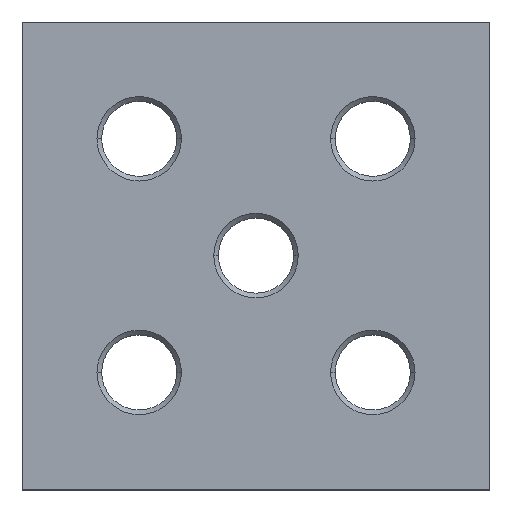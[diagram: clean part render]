
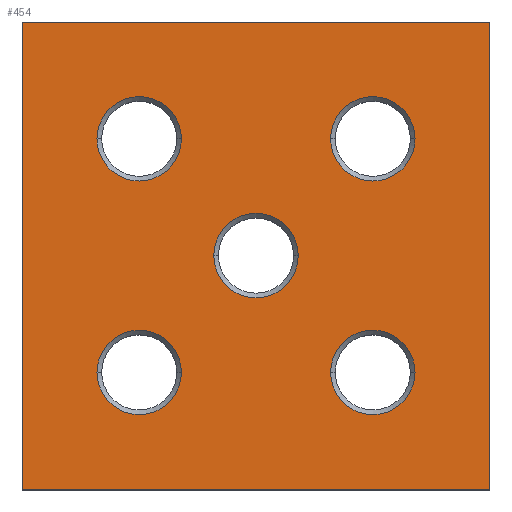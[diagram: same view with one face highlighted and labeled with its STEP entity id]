
A CAD part, top view. The second image highlights one B-rep face of the part: STEP entity #454.
In plain terms, the highlighted planar face has unit normal (0, 0, 1).
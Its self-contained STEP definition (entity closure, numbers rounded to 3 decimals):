
#454=ADVANCED_FACE('',(#963,#964,#965,#966,#967,#968),#969,.T.);
#963=FACE_OUTER_BOUND('',#1505,.T.);
#964=FACE_BOUND('',#1506,.T.);
#965=FACE_BOUND('',#1507,.T.);
#966=FACE_BOUND('',#1508,.T.);
#967=FACE_BOUND('',#1509,.T.);
#968=FACE_BOUND('',#1510,.T.);
#969=PLANE('',#1511);
#1505=EDGE_LOOP('',(#2746,#2747,#2748,#2749));
#1506=EDGE_LOOP('',(#2750,#2751));
#1507=EDGE_LOOP('',(#2752,#2753));
#1508=EDGE_LOOP('',(#2754,#2755));
#1509=EDGE_LOOP('',(#2756,#2757));
#1510=EDGE_LOOP('',(#2758,#2759));
#1511=AXIS2_PLACEMENT_3D('',#2760,#2761,#2762);
#2746=ORIENTED_EDGE('',*,*,#3087,.F.);
#2747=ORIENTED_EDGE('',*,*,#3247,.F.);
#2748=ORIENTED_EDGE('',*,*,#3418,.F.);
#2749=ORIENTED_EDGE('',*,*,#3351,.F.);
#2750=ORIENTED_EDGE('',*,*,#3359,.F.);
#2751=ORIENTED_EDGE('',*,*,#3465,.F.);
#2752=ORIENTED_EDGE('',*,*,#3496,.F.);
#2753=ORIENTED_EDGE('',*,*,#3383,.F.);
#2754=ORIENTED_EDGE('',*,*,#3362,.F.);
#2755=ORIENTED_EDGE('',*,*,#3008,.F.);
#2756=ORIENTED_EDGE('',*,*,#3427,.F.);
#2757=ORIENTED_EDGE('',*,*,#3492,.F.);
#2758=ORIENTED_EDGE('',*,*,#3497,.F.);
#2759=ORIENTED_EDGE('',*,*,#3473,.F.);
#2760=CARTESIAN_POINT('',(0.0,0.0,0.0));
#2761=DIRECTION('',(0.0,0.0,1.0));
#2762=DIRECTION('',(1.0,0.0,0.0));
#3008=EDGE_CURVE('',#3552,#3554,#3555,.T.);
#3087=EDGE_CURVE('',#3689,#3690,#3691,.T.);
#3247=EDGE_CURVE('',#3931,#3689,#3932,.T.);
#3351=EDGE_CURVE('',#3690,#4081,#4082,.T.);
#3359=EDGE_CURVE('',#4091,#4089,#4093,.T.);
#3362=EDGE_CURVE('',#3554,#3552,#4096,.T.);
#3383=EDGE_CURVE('',#4118,#4120,#4121,.T.);
#3418=EDGE_CURVE('',#4081,#3931,#4160,.T.);
#3427=EDGE_CURVE('',#4171,#4167,#4173,.T.);
#3465=EDGE_CURVE('',#4089,#4091,#4215,.T.);
#3473=EDGE_CURVE('',#4222,#4224,#4225,.T.);
#3492=EDGE_CURVE('',#4167,#4171,#4244,.T.);
#3496=EDGE_CURVE('',#4120,#4118,#4248,.T.);
#3497=EDGE_CURVE('',#4224,#4222,#4249,.T.);
#3552=VERTEX_POINT('',#4308);
#3554=VERTEX_POINT('',#4311);
#3555=CIRCLE('',#4312,9.04);
#3689=VERTEX_POINT('',#4471);
#3690=VERTEX_POINT('',#4472);
#3691=LINE('',#4473,#4474);
#3931=VERTEX_POINT('',#4771);
#3932=LINE('',#4772,#4773);
#4081=VERTEX_POINT('',#4956);
#4082=LINE('',#4957,#4958);
#4089=VERTEX_POINT('',#4967);
#4091=VERTEX_POINT('',#4970);
#4093=CIRCLE('',#4973,9.04);
#4096=CIRCLE('',#4976,9.04);
#4118=VERTEX_POINT('',#5006);
#4120=VERTEX_POINT('',#5009);
#4121=CIRCLE('',#5010,9.04);
#4160=LINE('',#5058,#5059);
#4167=VERTEX_POINT('',#5069);
#4171=VERTEX_POINT('',#5074);
#4173=CIRCLE('',#5077,9.04);
#4215=CIRCLE('',#5133,9.04);
#4222=VERTEX_POINT('',#5140);
#4224=VERTEX_POINT('',#5143);
#4225=CIRCLE('',#5144,9.04);
#4244=CIRCLE('',#5168,9.04);
#4248=CIRCLE('',#5172,9.04);
#4249=CIRCLE('',#5173,9.04);
#4308=CARTESIAN_POINT('',(84.04,25.0,0.0));
#4311=CARTESIAN_POINT('',(65.96,25.0,0.0));
#4312=AXIS2_PLACEMENT_3D('',#5227,#5228,#5229);
#4471=CARTESIAN_POINT('',(100.0,0.0,0.0));
#4472=CARTESIAN_POINT('',(0.0,0.0,0.0));
#4473=CARTESIAN_POINT('',(100.0,0.0,0.0));
#4474=VECTOR('',#5369,1.0);
#4771=CARTESIAN_POINT('',(100.0,100.0,0.0));
#4772=CARTESIAN_POINT('',(100.0,100.0,0.0));
#4773=VECTOR('',#5622,1.0);
#4956=CARTESIAN_POINT('',(0.0,100.0,0.0));
#4957=CARTESIAN_POINT('',(0.0,0.0,0.0));
#4958=VECTOR('',#5795,1.0);
#4967=CARTESIAN_POINT('',(15.96,25.0,0.0));
#4970=CARTESIAN_POINT('',(34.04,25.0,0.0));
#4973=AXIS2_PLACEMENT_3D('',#5803,#5804,#5805);
#4976=AXIS2_PLACEMENT_3D('',#5809,#5810,#5811);
#5006=CARTESIAN_POINT('',(15.96,75.0,0.0));
#5009=CARTESIAN_POINT('',(34.04,75.0,0.0));
#5010=AXIS2_PLACEMENT_3D('',#5830,#5831,#5832);
#5058=CARTESIAN_POINT('',(0.0,100.0,0.0));
#5059=VECTOR('',#5878,1.0);
#5069=CARTESIAN_POINT('',(84.04,75.0,0.0));
#5074=CARTESIAN_POINT('',(65.96,75.0,0.0));
#5077=AXIS2_PLACEMENT_3D('',#5887,#5888,#5889);
#5133=AXIS2_PLACEMENT_3D('',#5922,#5923,#5924);
#5140=CARTESIAN_POINT('',(40.96,50.0,0.0));
#5143=CARTESIAN_POINT('',(59.04,50.0,0.0));
#5144=AXIS2_PLACEMENT_3D('',#5932,#5933,#5934);
#5168=AXIS2_PLACEMENT_3D('',#5955,#5956,#5957);
#5172=AXIS2_PLACEMENT_3D('',#5961,#5962,#5963);
#5173=AXIS2_PLACEMENT_3D('',#5964,#5965,#5966);
#5227=CARTESIAN_POINT('',(75.0,25.0,0.0));
#5228=DIRECTION('',(0.0,0.0,1.0));
#5229=DIRECTION('',(1.0,0.0,0.0));
#5369=DIRECTION('',(-1.0,0.0,0.0));
#5622=DIRECTION('',(0.0,-1.0,0.0));
#5795=DIRECTION('',(0.0,1.0,0.0));
#5803=CARTESIAN_POINT('',(25.0,25.0,0.0));
#5804=DIRECTION('',(0.0,0.0,1.0));
#5805=DIRECTION('',(-1.0,0.0,0.0));
#5809=CARTESIAN_POINT('',(75.0,25.0,0.0));
#5810=DIRECTION('',(0.0,0.0,1.0));
#5811=DIRECTION('',(1.0,0.0,0.0));
#5830=CARTESIAN_POINT('',(25.0,75.0,0.0));
#5831=DIRECTION('',(0.0,0.0,1.0));
#5832=DIRECTION('',(-1.0,0.0,0.0));
#5878=DIRECTION('',(1.0,0.0,0.0));
#5887=CARTESIAN_POINT('',(75.0,75.0,0.0));
#5888=DIRECTION('',(0.0,0.0,1.0));
#5889=DIRECTION('',(1.0,0.0,0.0));
#5922=CARTESIAN_POINT('',(25.0,25.0,0.0));
#5923=DIRECTION('',(0.0,0.0,1.0));
#5924=DIRECTION('',(-1.0,0.0,0.0));
#5932=CARTESIAN_POINT('',(50.0,50.0,0.0));
#5933=DIRECTION('',(0.0,0.0,1.0));
#5934=DIRECTION('',(-1.0,0.0,0.0));
#5955=CARTESIAN_POINT('',(75.0,75.0,0.0));
#5956=DIRECTION('',(0.0,0.0,1.0));
#5957=DIRECTION('',(1.0,0.0,0.0));
#5961=CARTESIAN_POINT('',(25.0,75.0,0.0));
#5962=DIRECTION('',(0.0,0.0,1.0));
#5963=DIRECTION('',(-1.0,0.0,0.0));
#5964=CARTESIAN_POINT('',(50.0,50.0,0.0));
#5965=DIRECTION('',(0.0,0.0,1.0));
#5966=DIRECTION('',(-1.0,0.0,0.0));
